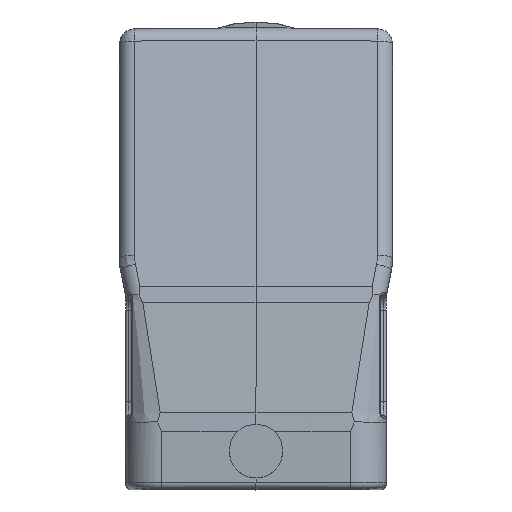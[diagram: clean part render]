
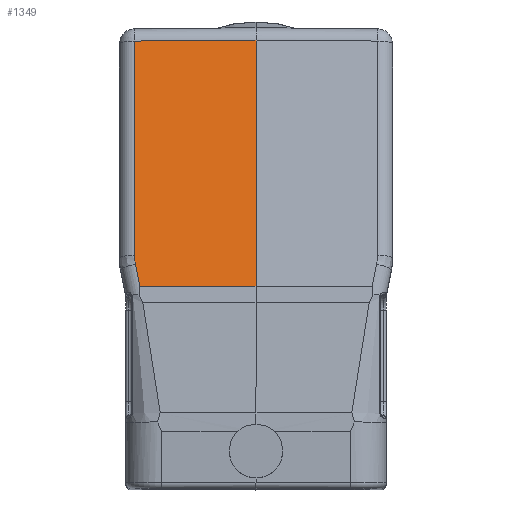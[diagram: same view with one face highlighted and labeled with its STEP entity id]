
A CAD part, top view. The second image highlights one B-rep face of the part: STEP entity #1349.
In plain terms, the highlighted planar face has unit normal (-0.009, 0.19, 0.982).
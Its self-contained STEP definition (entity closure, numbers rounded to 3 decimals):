
#1349=ADVANCED_FACE('',(#2266),#1809,.T.);
#1809=PLANE('',#11974);
#2266=FACE_OUTER_BOUND('',#2976,.T.);
#2976=EDGE_LOOP('',(#7246,#7247,#7248,#7249,#7250,#7251));
#3491=B_SPLINE_CURVE_WITH_KNOTS('',3,(#19609,#19610,#19611,#19612),
 .UNSPECIFIED.,.F.,.F.,(4,4),(0.,1.),.UNSPECIFIED.);
#4295=LINE('',#19492,#5061);
#4312=LINE('',#19632,#5078);
#4340=LINE('',#20421,#5106);
#4343=LINE('',#20449,#5109);
#4345=LINE('',#20457,#5111);
#5061=VECTOR('',#13872,1.);
#5078=VECTOR('',#13941,1.);
#5106=VECTOR('',#14089,1.);
#5109=VECTOR('',#14096,1.);
#5111=VECTOR('',#14100,1.);
#7246=ORIENTED_EDGE('',*,*,#10730,.F.);
#7247=ORIENTED_EDGE('',*,*,#10586,.F.);
#7248=ORIENTED_EDGE('',*,*,#10624,.T.);
#7249=ORIENTED_EDGE('',*,*,#10621,.F.);
#7250=ORIENTED_EDGE('',*,*,#10720,.F.);
#7251=ORIENTED_EDGE('',*,*,#10727,.F.);
#9260=VERTEX_POINT('',#19491);
#9261=VERTEX_POINT('',#19493);
#9280=VERTEX_POINT('',#19608);
#9281=VERTEX_POINT('',#19613);
#9333=VERTEX_POINT('',#20419);
#9336=VERTEX_POINT('',#20434);
#10586=EDGE_CURVE('',#9260,#9261,#4295,.T.);
#10621=EDGE_CURVE('',#9280,#9281,#3491,.T.);
#10624=EDGE_CURVE('',#9260,#9281,#4312,.T.);
#10720=EDGE_CURVE('',#9333,#9280,#4340,.T.);
#10727=EDGE_CURVE('',#9336,#9333,#4343,.T.);
#10730=EDGE_CURVE('',#9261,#9336,#4345,.T.);
#11974=AXIS2_PLACEMENT_3D('',#20458,#14101,#14102);
#13872=DIRECTION('',(1.,0.009,0.007));
#13941=DIRECTION('',(0.,-0.982,0.19));
#14089=DIRECTION('',(-0.193,0.963,-0.188));
#14096=DIRECTION('',(-1.,0.,-0.009));
#14100=DIRECTION('',(0.,-0.982,0.19));
#14101=DIRECTION('',(-0.009,0.19,0.982));
#14102=DIRECTION('',(0.,-0.982,0.19));
#19491=CARTESIAN_POINT('',(-20.022,19.215,49.747));
#19492=CARTESIAN_POINT('',(-20.022,19.215,49.747));
#19493=CARTESIAN_POINT('',(0.,19.39,49.891));
#19608=CARTESIAN_POINT('',(-19.876,-17.591,56.859));
#19609=CARTESIAN_POINT('',(-19.876,-17.591,56.859));
#19610=CARTESIAN_POINT('',(-19.973,-17.107,56.764));
#19611=CARTESIAN_POINT('',(-20.022,-16.614,56.669));
#19612=CARTESIAN_POINT('',(-20.022,-16.12,56.573));
#19613=CARTESIAN_POINT('',(-20.022,-16.12,56.573));
#19632=CARTESIAN_POINT('',(-20.022,19.215,49.747));
#20419=CARTESIAN_POINT('',(-19.146,-21.241,57.57));
#20421=CARTESIAN_POINT('',(-19.146,-21.241,57.57));
#20434=CARTESIAN_POINT('',(0.,-21.241,57.74));
#20449=CARTESIAN_POINT('',(0.,-21.241,57.74));
#20457=CARTESIAN_POINT('',(0.,19.39,49.891));
#20458=CARTESIAN_POINT('',(0.,-22.585,58.));
